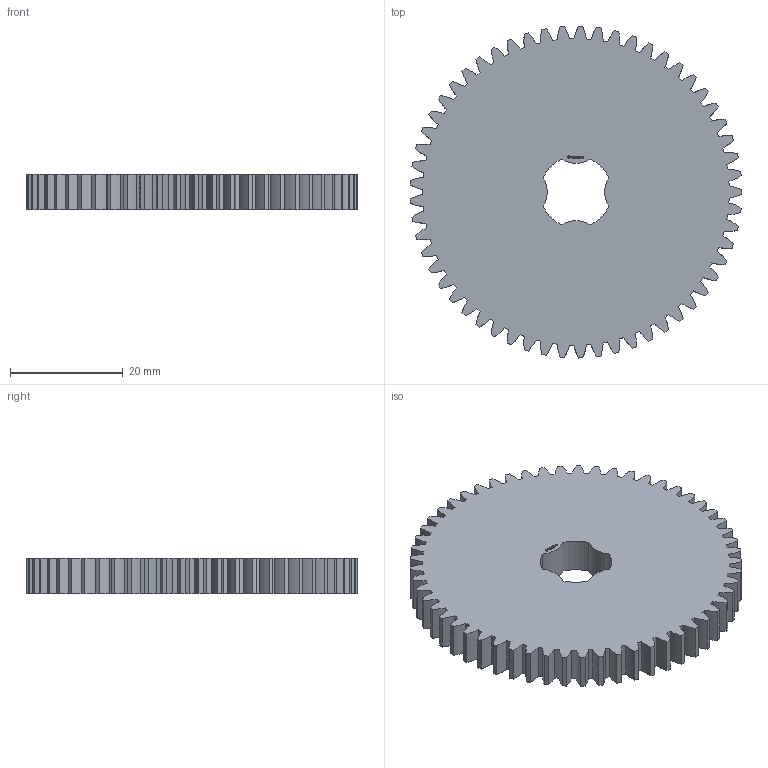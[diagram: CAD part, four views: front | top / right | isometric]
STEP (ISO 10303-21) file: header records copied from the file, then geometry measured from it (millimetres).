
FILE_DESCRIPTION(('FreeCAD Model'),'2;1');
FILE_NAME('Open CASCADE Shape Model','2024-03-10T19:44:57',(''),(''), 'Open CASCADE STEP processor 7.6','FreeCAD','Unknown');
FILE_SCHEMA(('AUTOMOTIVE_DESIGN { 1 0 10303 214 1 1 1 1 }'));
Products named in the file (1): Gear Wheel PLN TTH57 BU00.50 SFT-SHD - SPN-GWH-0206 (stemfie.org)
Bounding box: 58.97 x 58.99 x 6.25 mm (x, y, z)
Volume: 15176.8 mm3; surface area: 7375 mm2
Topology: 1 solids, 1 shells, 713 faces, 2040 edges, 1360 vertices
Faces by surface type: extrusion 394, plane 311, cylinder 8
Entity records: 65388 total; most frequent: CARTESIAN_POINT 22404, DIRECTION 5594, VECTOR 4906, LINE 4512, ORIENTED_EDGE 4080, PCURVE 4080, DEFINITIONAL_REPRESENTATION 4080, EDGE_CURVE 2040
